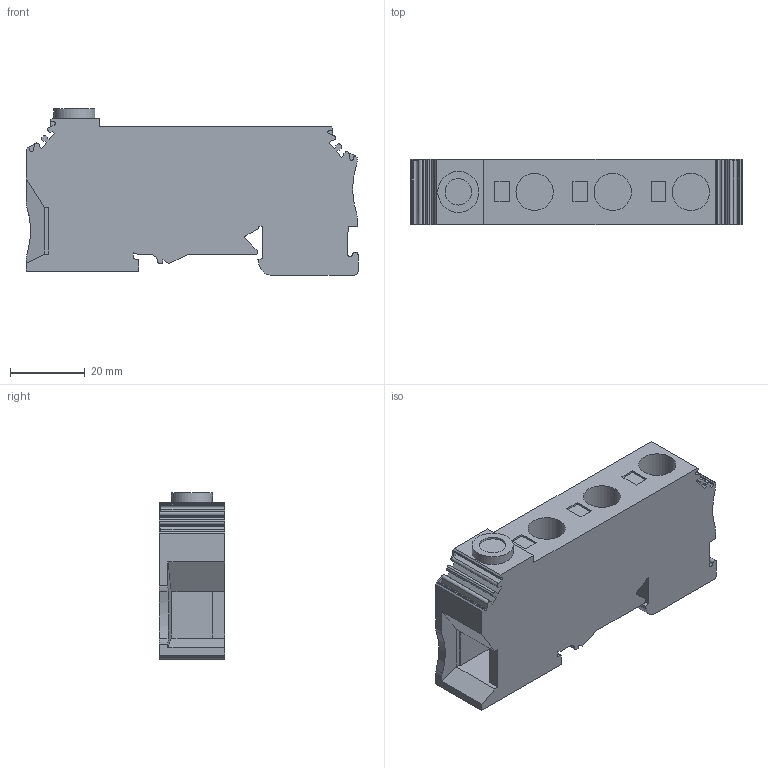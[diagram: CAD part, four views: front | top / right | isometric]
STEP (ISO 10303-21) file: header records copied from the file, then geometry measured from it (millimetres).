
FILE_DESCRIPTION(/* description */ ('Unknown'),/* implementation_level */ '2;1');
FILE_NAME(/* name */ 'DTB35-10_GY_3D',/* time_stamp */ '2019-11-06T13:32:53+05:00',/* author */ ('Unknown'),/* organization */ ('Unknown'),/* preprocessor_version */ 'ST-DEVELOPER v16.7',/* originating_system */ 'DEX',/* authorisation */ $);
FILE_SCHEMA (('AUTOMOTIVE_DESIGN {1 0 10303 214 3 1 1}'));
Length unit declared in the file: millimetre
Products named in the file (1): DTB35-10
Bounding box: 89 x 17.5 x 44.55 mm (x, y, z)
Volume: 48182.6 mm3; surface area: 14949.7 mm2
Topology: 1 solids, 1 shells, 164 faces, 459 edges, 306 vertices
Faces by surface type: plane 117, cylinder 47
Full cylindrical faces by diameter (mm): 7.1 x1, 10 x3, 11 x1
Entity records: 5259 total; most frequent: CARTESIAN_POINT 923, ORIENTED_EDGE 906, DIRECTION 883, EDGE_CURVE 453, LINE 353, VECTOR 353, VERTEX_POINT 305, AXIS2_PLACEMENT_3D 265
